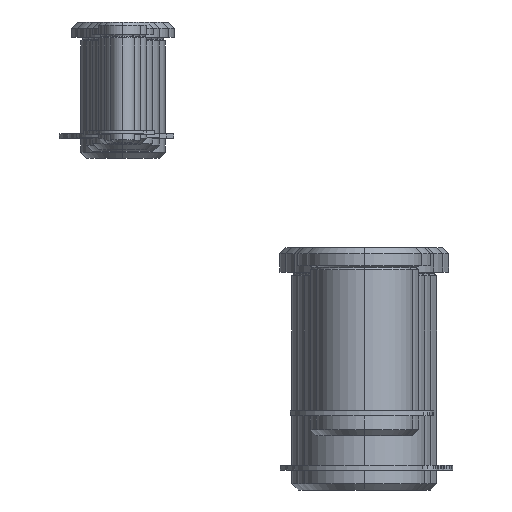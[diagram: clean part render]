
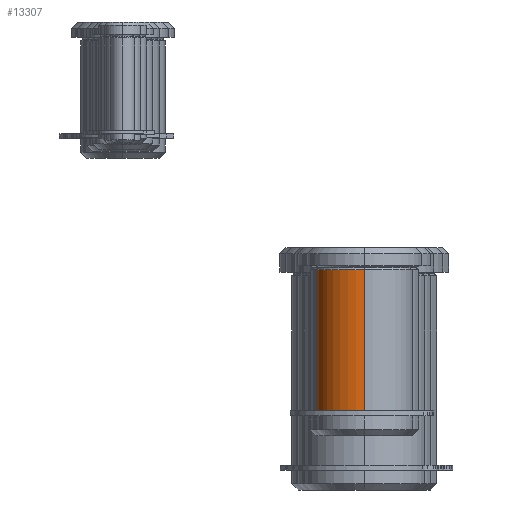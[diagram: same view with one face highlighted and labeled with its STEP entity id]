
A CAD part, left-side view. The second image highlights one B-rep face of the part: STEP entity #13307.
In plain terms, the highlighted cylindrical face has radius 12.687 mm (diameter 25.375 mm), a partial arc.
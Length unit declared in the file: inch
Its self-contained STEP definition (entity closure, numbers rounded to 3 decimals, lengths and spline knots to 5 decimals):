
#13224=CARTESIAN_POINT('',(-0.4995,-2.5,-1.31525));
#13225=VERTEX_POINT('',#13224);
#13233=CARTESIAN_POINT('',(0.4995,-2.5,-1.31525));
#13234=VERTEX_POINT('',#13233);
#13265=CARTESIAN_POINT('',(0.0,-2.5,-1.31525));
#13266=DIRECTION('',(0.0,0.0,-1.0));
#13267=DIRECTION('',(1.0,0.0,0.0));
#13268=AXIS2_PLACEMENT_3D('',#13265,#13266,#13267);
#13269=CIRCLE('',#13268,0.4995);
#13270=EDGE_CURVE('',#13225,#13234,#13269,.T.);
#13276=CARTESIAN_POINT('',(0.0,-2.5,-2.02525));
#13277=DIRECTION('',(0.0,0.0,1.0));
#13278=DIRECTION('',(1.0,0.0,0.0));
#13279=AXIS2_PLACEMENT_3D('',#13276,#13277,#13278);
#13280=CYLINDRICAL_SURFACE('',#13279,0.4995);
#13281=CARTESIAN_POINT('',(0.4995,-2.5,-2.77525));
#13282=VERTEX_POINT('',#13281);
#13283=CARTESIAN_POINT('',(0.4995,-2.5,-2.77525));
#13284=DIRECTION('',(0.0,0.0,1.0));
#13285=VECTOR('',#13284,1.46);
#13286=LINE('',#13283,#13285);
#13287=EDGE_CURVE('',#13282,#13234,#13286,.T.);
#13288=ORIENTED_EDGE('',*,*,#13287,.F.);
#13289=CARTESIAN_POINT('',(-0.4995,-2.5,-2.77525));
#13290=VERTEX_POINT('',#13289);
#13291=CARTESIAN_POINT('',(0.0,-2.5,-2.77525));
#13292=DIRECTION('',(0.0,0.0,-1.0));
#13293=DIRECTION('',(1.0,0.0,0.0));
#13294=AXIS2_PLACEMENT_3D('',#13291,#13292,#13293);
#13295=CIRCLE('',#13294,0.4995);
#13296=EDGE_CURVE('',#13290,#13282,#13295,.T.);
#13297=ORIENTED_EDGE('',*,*,#13296,.F.);
#13298=CARTESIAN_POINT('',(-0.4995,-2.5,-1.31525));
#13299=DIRECTION('',(0.0,0.0,-1.0));
#13300=VECTOR('',#13299,1.46);
#13301=LINE('',#13298,#13300);
#13302=EDGE_CURVE('',#13225,#13290,#13301,.T.);
#13303=ORIENTED_EDGE('',*,*,#13302,.F.);
#13304=ORIENTED_EDGE('',*,*,#13270,.T.);
#13305=EDGE_LOOP('',(#13288,#13297,#13303,#13304));
#13306=FACE_OUTER_BOUND('',#13305,.T.);
#13307=ADVANCED_FACE('',(#13306),#13280,.T.);
